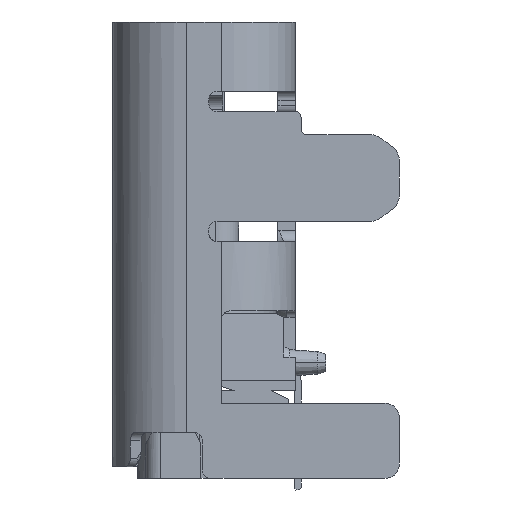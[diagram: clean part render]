
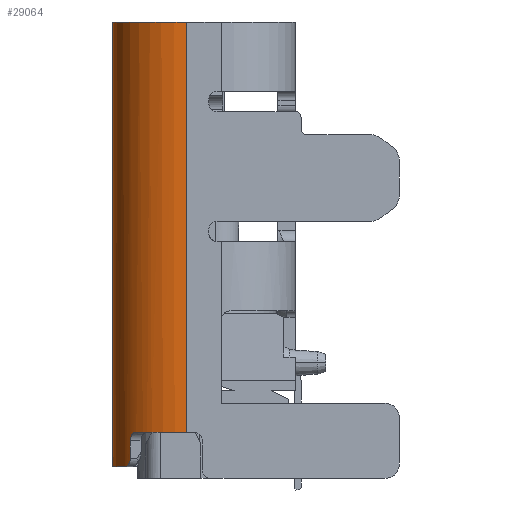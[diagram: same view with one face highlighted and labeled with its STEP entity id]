
A CAD part, left-side view. The second image highlights one B-rep face of the part: STEP entity #29064.
In plain terms, the highlighted cylindrical face has radius 1.28 mm (diameter 2.56 mm), a partial arc.
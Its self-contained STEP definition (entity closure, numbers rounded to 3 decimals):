
#4720=CARTESIAN_POINT('',(-75.58,-1.751,
-41.093));
#4721=DIRECTION('',(0.,0.,-1.));
#4722=DIRECTION('',(-1.,0.,0.));
#4723=AXIS2_PLACEMENT_3D('',#4720,#4721,#4722);
#5098=CARTESIAN_POINT('',(-75.58,-1.751,
-48.193));
#5099=DIRECTION('',(0.,0.,1.));
#5100=DIRECTION('',(-0.881,0.472,0.));
#5101=AXIS2_PLACEMENT_3D('',#5098,#5099,#5100);
#5142=DIRECTION('',(0.,0.,-1.));
#5143=VECTOR('',#5142,0.3);
#5144=CARTESIAN_POINT('',(-76.409,-0.776,
-48.343));
#5145=LINE('',#5144,#5143);
#5146=DIRECTION('',(0.,0.,1.));
#5147=VECTOR('',#5146,7.7);
#5148=CARTESIAN_POINT('',(-75.58,-0.471,
-48.793));
#5149=LINE('',#5148,#5147);
#5150=DIRECTION('',(0.,0.,-1.));
#5151=VECTOR('',#5150,7.099);
#5152=CARTESIAN_POINT('',(-76.86,-1.751,
-41.093));
#5153=LINE('',#5152,#5151);
#5164=CARTESIAN_POINT('',(-76.519,-0.881,
-48.193));
#5165=CARTESIAN_POINT('',(-76.556,-0.921,
-48.193));
#5166=CARTESIAN_POINT('',(-76.625,-1.006,
-48.193));
#5167=CARTESIAN_POINT('',(-76.682,-1.099,
-48.193));
#5168=CARTESIAN_POINT('',(-76.708,-1.147,
-48.193));
#8629=CARTESIAN_POINT('',(-75.58,-1.751,
-48.793));
#8630=DIRECTION('',(0.,0.,1.));
#8631=DIRECTION('',(0.,1.,0.));
#8632=AXIS2_PLACEMENT_3D('',#8629,#8630,#8631);
#8647=CARTESIAN_POINT('',(-76.284,-0.682,
-48.793));
#8648=CARTESIAN_POINT('',(-76.298,-0.692,
-48.793));
#8649=CARTESIAN_POINT('',(-76.326,-0.711,
-48.788));
#8650=CARTESIAN_POINT('',(-76.36,-0.737,
-48.767));
#8651=CARTESIAN_POINT('',(-76.389,-0.759,
-48.732));
#8652=CARTESIAN_POINT('',(-76.405,-0.773,
-48.688));
#8653=CARTESIAN_POINT('',(-76.409,-0.776,
-48.658));
#8654=CARTESIAN_POINT('',(-76.409,-0.776,
-48.643));
#8686=CARTESIAN_POINT('',(-76.409,-0.776,
-48.343));
#8687=CARTESIAN_POINT('',(-76.409,-0.776,
-48.328));
#8688=CARTESIAN_POINT('',(-76.412,-0.779,
-48.297));
#8689=CARTESIAN_POINT('',(-76.429,-0.794,
-48.254));
#8690=CARTESIAN_POINT('',(-76.455,-0.816,
-48.22));
#8691=CARTESIAN_POINT('',(-76.486,-0.847,
-48.198));
#8692=CARTESIAN_POINT('',(-76.508,-0.869,
-48.193));
#8693=CARTESIAN_POINT('',(-76.519,-0.881,
-48.193));
#19040=CARTESIAN_POINT('',(-75.58,-0.471,
-41.093));
#19042=VERTEX_POINT('',#19040);
#19067=CARTESIAN_POINT('',(-76.86,-1.751,
-41.093));
#19068=VERTEX_POINT('',#19067);
#19069=CARTESIAN_POINT('',(-75.58,-0.471,
-48.793));
#19070=VERTEX_POINT('',#19069);
#19233=VERTEX_POINT('',#8686);
#19234=VERTEX_POINT('',#8693);
#19235=CARTESIAN_POINT('',(-76.409,-0.776,
-48.643));
#19236=VERTEX_POINT('',#19235);
#19237=VERTEX_POINT('',#8647);
#21067=CARTESIAN_POINT('',(-76.708,-1.147,
-48.193));
#21069=VERTEX_POINT('',#21067);
#21071=CARTESIAN_POINT('',(-76.86,-1.751,
-48.193));
#21072=VERTEX_POINT('',#21071);
#29042=CARTESIAN_POINT('',(-75.58,-1.751,
-48.947));
#29043=DIRECTION('',(0.,0.,1.));
#29044=DIRECTION('',(1.,0.,0.));
#29045=AXIS2_PLACEMENT_3D('',#29042,#29043,#29044);
#29046=CYLINDRICAL_SURFACE('',#29045,1.28);
#29047=ORIENTED_EDGE('',*,*,#29010,.F.);
#29049=ORIENTED_EDGE('',*,*,#29048,.F.);
#29051=ORIENTED_EDGE('',*,*,#29050,.F.);
#29053=ORIENTED_EDGE('',*,*,#29052,.T.);
#29055=ORIENTED_EDGE('',*,*,#29054,.F.);
#29057=ORIENTED_EDGE('',*,*,#29056,.F.);
#29058=ORIENTED_EDGE('',*,*,#28263,.T.);
#29059=ORIENTED_EDGE('',*,*,#28587,.F.);
#29061=ORIENTED_EDGE('',*,*,#29060,.T.);
#29062=EDGE_LOOP('',(#29047,#29049,#29051,#29053,#29055,#29057,#29058,#29059,
#29061));
#29063=FACE_OUTER_BOUND('',#29062,.F.);
#4724=CIRCLE('',#4723,1.28);
#5102=CIRCLE('',#5101,1.28);
#5169=B_SPLINE_CURVE_WITH_KNOTS('',3,(#5164,#5165,#5166,#5167,#5168),
.UNSPECIFIED.,.F.,.F.,(4,1,4),(0.,0.5,1.),.UNSPECIFIED.);
#8633=CIRCLE('',#8632,1.28);
#8655=B_SPLINE_CURVE_WITH_KNOTS('',3,(#8647,#8648,#8649,#8650,#8651,#8652,#8653,
#8654),.UNSPECIFIED.,.F.,.F.,(4,1,1,1,1,4),(0.,0.2,0.4,0.6,0.8,1.),
.UNSPECIFIED.);
#8694=B_SPLINE_CURVE_WITH_KNOTS('',3,(#8686,#8687,#8688,#8689,#8690,#8691,#8692,
#8693),.UNSPECIFIED.,.F.,.F.,(4,1,1,1,1,4),(0.,0.2,0.4,0.6,0.8,1.),
.UNSPECIFIED.);
#28263=EDGE_CURVE('',#19070,#19042,#5149,.T.);
#28587=EDGE_CURVE('',#19068,#19042,#4724,.T.);
#29010=EDGE_CURVE('',#21069,#21072,#5102,.T.);
#29048=EDGE_CURVE('',#19234,#21069,#5169,.T.);
#29050=EDGE_CURVE('',#19233,#19234,#8694,.T.);
#29052=EDGE_CURVE('',#19233,#19236,#5145,.T.);
#29054=EDGE_CURVE('',#19237,#19236,#8655,.T.);
#29056=EDGE_CURVE('',#19070,#19237,#8633,.T.);
#29060=EDGE_CURVE('',#19068,#21072,#5153,.T.);
#29064=ADVANCED_FACE('',(#29063),#29046,.T.);
